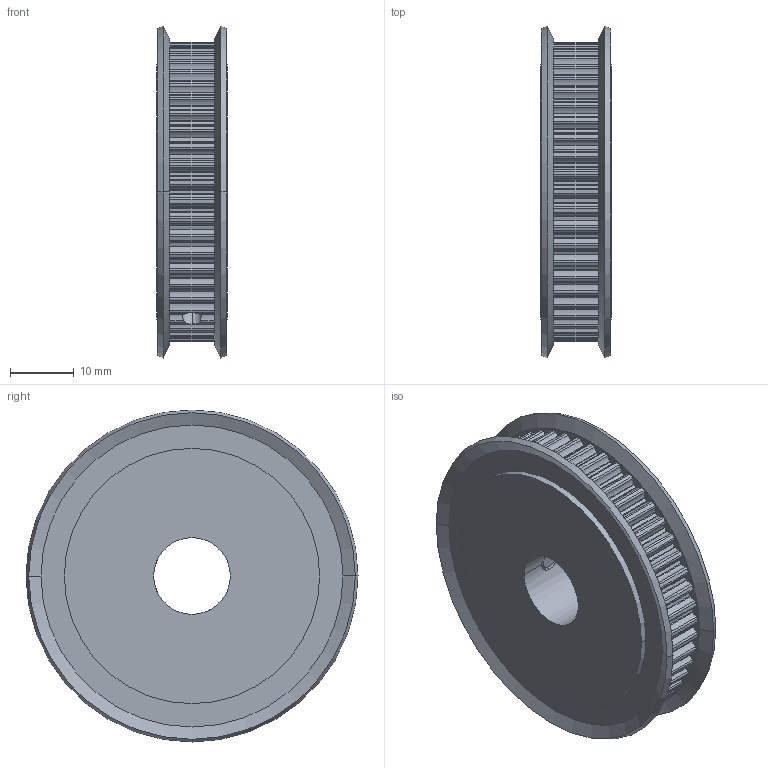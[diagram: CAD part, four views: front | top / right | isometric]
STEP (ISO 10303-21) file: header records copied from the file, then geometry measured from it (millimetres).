
FILE_DESCRIPTION( ( '' ), '1' );
FILE_NAME( 'htpa50s3m060_a_p12_2_03.stp', '2014-07-12T10:16:07', ( '' ), ( '' ), ' ', ' ', ' ' );
FILE_SCHEMA( ( 'CONFIG_CONTROL_DESIGN' ) );
Length unit declared in the file: millimetre
Products named in the file (3): 1; 2; 3
Bounding box: 11 x 52 x 52 mm (x, y, z)
Volume: 16851.9 mm3; surface area: 7826.1 mm2
Topology: 3 solids, 3 shells, 486 faces, 1407 edges, 926 vertices
Faces by surface type: cylinder 428, plane 34, cone 24
Entity records: 16995 total; most frequent: CARTESIAN_POINT 3312, DIRECTION 3197, ORIENTED_EDGE 2806, EDGE_CURVE 1403, AXIS2_PLACEMENT_3D 1347, VERTEX_POINT 926, CIRCLE 858, LINE 503
